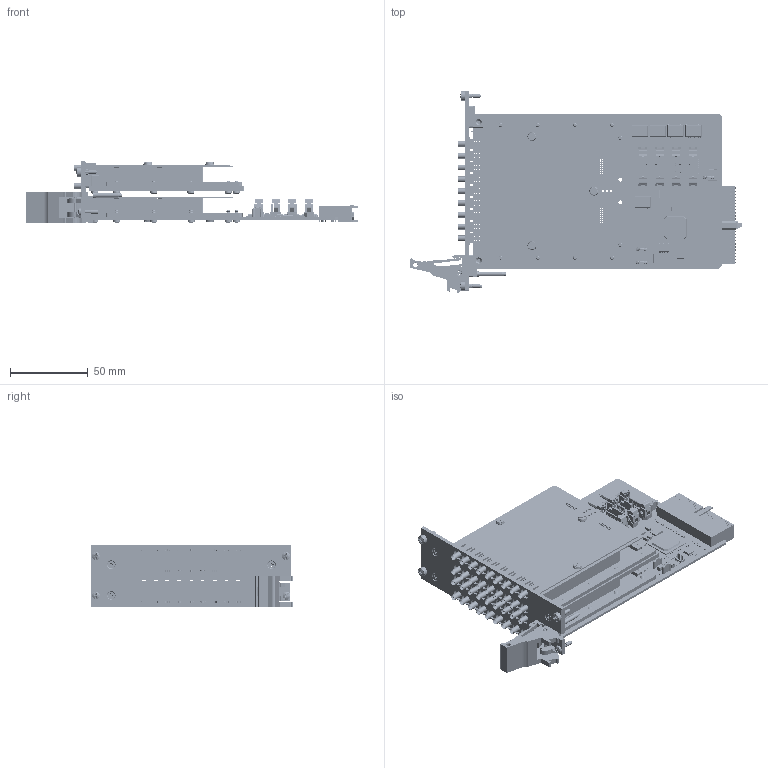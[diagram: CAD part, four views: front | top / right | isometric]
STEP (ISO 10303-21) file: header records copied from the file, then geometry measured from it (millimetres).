
FILE_DESCRIPTION (( 'STEP AP214' ), '1' );
FILE_NAME ('40-874-004 Quad 8-1 RF MUX SMB.STEP', '2013-09-13T11:44:24', ( 'admin' ), ( '' ), 'SwSTEP 2.0', 'SolidWorks 2012', '' );
FILE_SCHEMA (( 'AUTOMOTIVE_DESIGN' ));
Length unit declared in the file: millimetre
Products named in the file (1): 40-874-004 Quad 8-1 RF MUX SMB
Bounding box: 214.01 x 129.87 x 40 mm (x, y, z)
Surface area: 132557.9 mm2 (no closed solid volume)
Topology: 0 solids, 751 shells, 4793 faces, 23932 edges, 19154 vertices
Faces by surface type: plane 3381, cylinder 1143, torus 109, cone 100, sphere 34, bspline 26
Full cylindrical faces by diameter (mm): 0.313 x1, 0.38 x36, 0.6 x110, 0.66 x101, 0.762 x42, 0.8 x8, 1.011 x96, 1.4 x9, 1.496 x1, 1.524 x17, 2 x7, 2.05 x3, 2.5 x5, 2.7 x7, 2.8 x1, 3 x3, 3.5 x36, 3.65 x36, 3.85 x23, 4.6 x24, 4.7 x3, 5 x4, 5.3 x3, 5.9 x3, 6 x3, 7 x36, 7.2 x36
Entity records: 293670 total; most frequent: CARTESIAN_POINT 57738, DIRECTION 36604, ORIENTED_EDGE 30194, EDGE_CURVE 22899, VERTEX_POINT 18936, LINE 16728, VECTOR 16728, AXIS2_PLACEMENT_3D 9938
